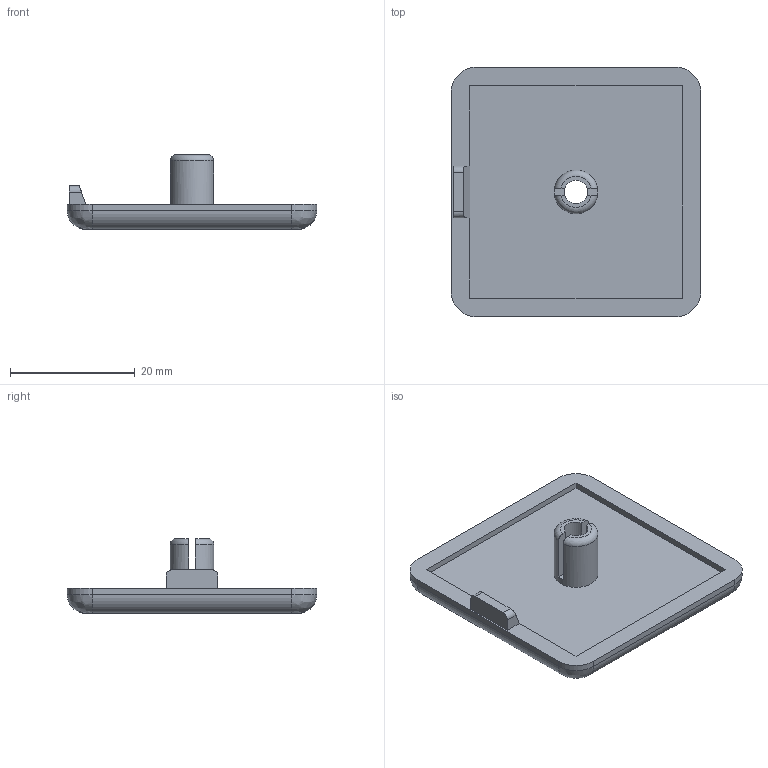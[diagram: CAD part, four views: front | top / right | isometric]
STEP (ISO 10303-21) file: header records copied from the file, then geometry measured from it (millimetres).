
FILE_DESCRIPTION(/* description */ (''),/* implementation_level */ '2;1');
FILE_NAME(/* name */ '19601_KriTec_Abdeckkappe_8_PA_40x40_verschraubt.stp',/* time_stamp */ '2014-09-16T09:57:20+02:00',/* author */ ('kostic'),/* organization */ (''),/* preprocessor_version */ 'ST-DEVELOPER v15.2',/* originating_system */ 'Autodesk Inventor 2014',/* authorisation */ '');
FILE_SCHEMA (('AUTOMOTIVE_DESIGN { 1 0 10303 214 3 1 1 }'));
Length unit declared in the file: millimetre
Products named in the file (1): 19601_KriTec_Abdeckkappe_8_PA_40x40_verschraubt
Bounding box: 40 x 40 x 12 mm (x, y, z)
Volume: 5094.4 mm3; surface area: 4091.3 mm2
Topology: 1 solids, 1 shells, 45 faces, 112 edges, 71 vertices
Faces by surface type: plane 25, cylinder 13, bspline 4, torus 2, cone 1
Full cylindrical faces by diameter (mm): 3.8 x1, 7 x1, 7.9 x1
Entity records: 1366 total; most frequent: CARTESIAN_POINT 289, DIRECTION 225, ORIENTED_EDGE 212, EDGE_CURVE 106, AXIS2_PLACEMENT_3D 81, VERTEX_POINT 69, LINE 63, VECTOR 63
